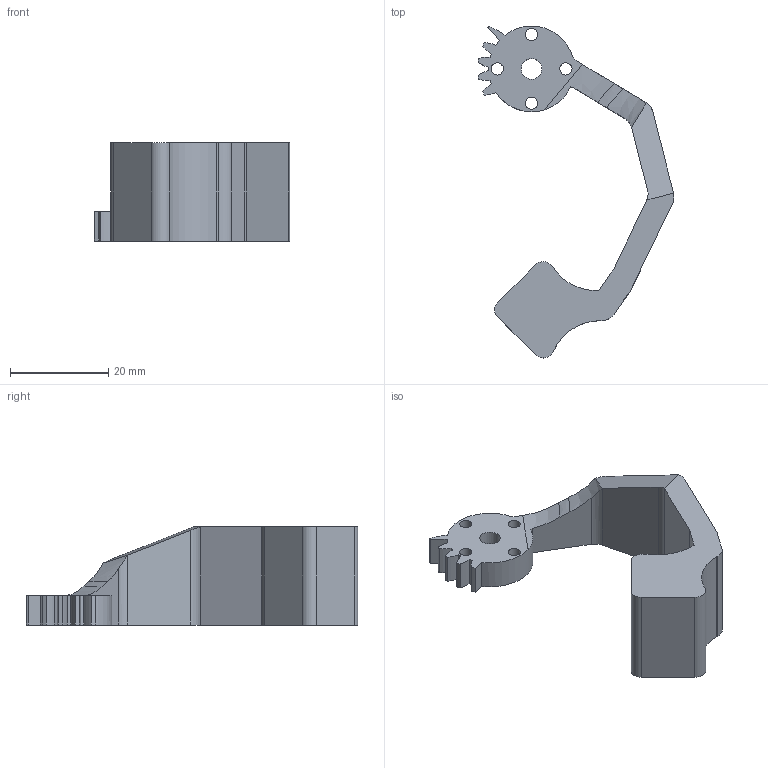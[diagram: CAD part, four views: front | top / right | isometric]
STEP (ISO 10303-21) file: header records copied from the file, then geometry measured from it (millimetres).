
FILE_DESCRIPTION(/* description */ (''),/* implementation_level */ '2;1');
FILE_NAME(/* name */ '',/* time_stamp */ '2025-01-18T17:00:19+03:00',/* author */ ('Phantom'),/* organization */ (''),/* preprocessor_version */ 'ST-DEVELOPER v20',/* originating_system */ 'Autodesk Inventor 2025',/* authorisation */ '');
FILE_SCHEMA (('AUTOMOTIVE_DESIGN { 1 0 10303 214 3 1 1 }'));
Length unit declared in the file: millimetre
Products named in the file (1): манипулятор 2
Bounding box: 39.97 x 67.71 x 20 mm (x, y, z)
Volume: 10933.1 mm3; surface area: 5254.6 mm2
Topology: 1 solids, 1 shells, 60 faces, 181 edges, 123 vertices
Faces by surface type: cylinder 39, plane 18, bspline 3
Full cylindrical faces by diameter (mm): 2.5 x4, 4.2 x1
Entity records: 2266 total; most frequent: CARTESIAN_POINT 543, ORIENTED_EDGE 362, DIRECTION 352, EDGE_CURVE 181, AXIS2_PLACEMENT_3D 135, VERTEX_POINT 123, LINE 82, VECTOR 82
